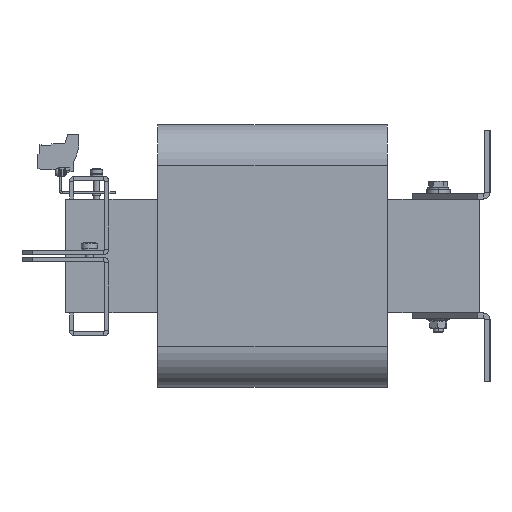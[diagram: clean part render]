
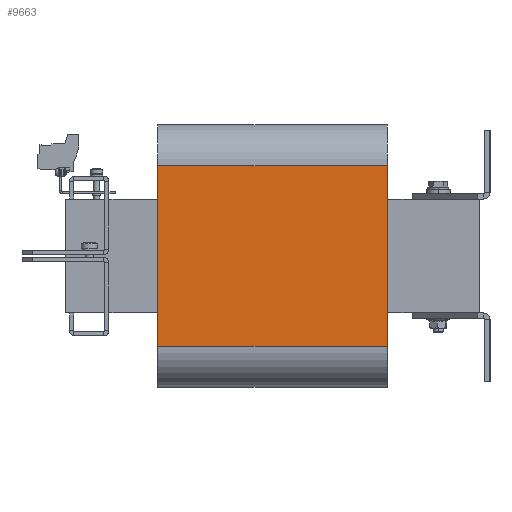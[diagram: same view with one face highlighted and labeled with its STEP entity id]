
A CAD part, left-side view. The second image highlights one B-rep face of the part: STEP entity #9663.
In plain terms, the highlighted planar face has unit normal (-1, 0, 0).
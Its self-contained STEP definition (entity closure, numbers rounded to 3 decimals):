
#121 = CARTESIAN_POINT ( 'NONE',  ( -239., 111., 0. ) ) ;
#900 = CARTESIAN_POINT ( 'NONE',  ( -239., 111., -87. ) ) ;
#967 = EDGE_LOOP ( 'NONE', ( #8384, #5920, #11496, #20423 ) ) ;
#1975 = PLANE ( 'NONE',  #7998 ) ;
#3580 = CARTESIAN_POINT ( 'NONE',  ( -239., 111., 87. ) ) ;
#3768 = DIRECTION ( 'NONE',  ( -1., 0., 0. ) ) ;
#4172 = VERTEX_POINT ( 'NONE', #3580 ) ;
#4931 = VERTEX_POINT ( 'NONE', #900 ) ;
#5481 = LINE ( 'NONE', #11748, #7683 ) ;
#5560 = LINE ( 'NONE', #22774, #14456 ) ;
#5920 = ORIENTED_EDGE ( 'NONE', *, *, #8046, .F. ) ;
#6048 = FACE_OUTER_BOUND ( 'NONE', #967, .T. ) ;
#6584 = DIRECTION ( 'NONE',  ( 0., -1., 0. ) ) ;
#7309 = VERTEX_POINT ( 'NONE', #18331 ) ;
#7683 = VECTOR ( 'NONE', #11607, 1000. ) ;
#7998 = AXIS2_PLACEMENT_3D ( 'NONE', #16020, #3768, #16089 ) ;
#8046 = EDGE_CURVE ( 'Defeature ausgef�hrt3_46+Defeature ausgef�hrt3_45+Defeature ausgef�hrt3_44+Defeature ausgef�hrt3_19', #4172, #7309, #5560, .T. ) ;
#8384 = ORIENTED_EDGE ( 'NONE', *, *, #9952, .F. ) ;
#9086 = DIRECTION ( 'NONE',  ( 0., -1., 0. ) ) ;
#9531 = LINE ( 'NONE', #121, #21248 ) ;
#9663 = ADVANCED_FACE ( 'Defeature ausgef�hrt3_45', ( #6048 ), #1975, .T. ) ;
#9952 = EDGE_CURVE ( 'Defeature ausgef�hrt3_19+Defeature ausgef�hrt3_45+Defeature ausgef�hrt3_46+Defeature ausgef�hrt3_52', #7309, #10141, #5481, .T. ) ;
#10141 = VERTEX_POINT ( 'NONE', #12519 ) ;
#10182 = VECTOR ( 'NONE', #9086, 1000. ) ;
#11496 = ORIENTED_EDGE ( 'NONE', *, *, #17091, .T. ) ;
#11607 = DIRECTION ( 'NONE',  ( 0., 0., -1. ) ) ;
#11748 = CARTESIAN_POINT ( 'NONE',  ( -239., -111., 0. ) ) ;
#12519 = CARTESIAN_POINT ( 'NONE',  ( -239., -111., -87. ) ) ;
#14456 = VECTOR ( 'NONE', #6584, 1000. ) ;
#16020 = CARTESIAN_POINT ( 'NONE',  ( -239., 111., 0. ) ) ;
#16089 = DIRECTION ( 'NONE',  ( 0., 0., 1. ) ) ;
#17091 = EDGE_CURVE ( 'Defeature ausgef�hrt3_45+Defeature ausgef�hrt3_44+Defeature ausgef�hrt3_46+Defeature ausgef�hrt3_52', #4172, #4931, #9531, .T. ) ;
#17925 = DIRECTION ( 'NONE',  ( 0., 0., -1. ) ) ;
#18331 = CARTESIAN_POINT ( 'NONE',  ( -239., -111., 87. ) ) ;
#20423 = ORIENTED_EDGE ( 'NONE', *, *, #20643, .T. ) ;
#20643 = EDGE_CURVE ( 'Defeature ausgef�hrt3_45+Defeature ausgef�hrt3_52+Defeature ausgef�hrt3_44+Defeature ausgef�hrt3_19', #4931, #10141, #21612, .T. ) ;
#21248 = VECTOR ( 'NONE', #17925, 1000. ) ;
#21513 = CARTESIAN_POINT ( 'NONE',  ( -239., 111., -87. ) ) ;
#21612 = LINE ( 'NONE', #21513, #10182 ) ;
#22774 = CARTESIAN_POINT ( 'NONE',  ( -239., 111., 87. ) ) ;
